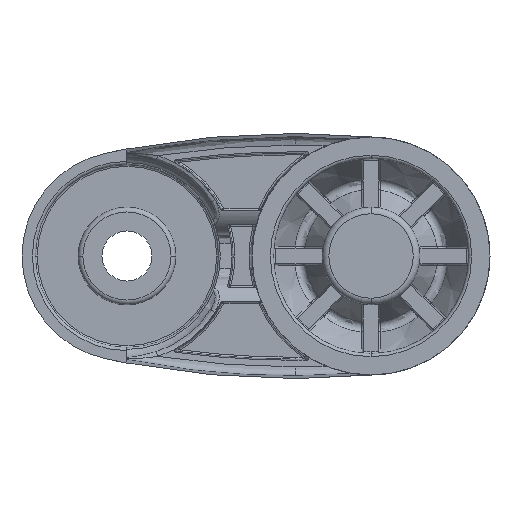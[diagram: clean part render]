
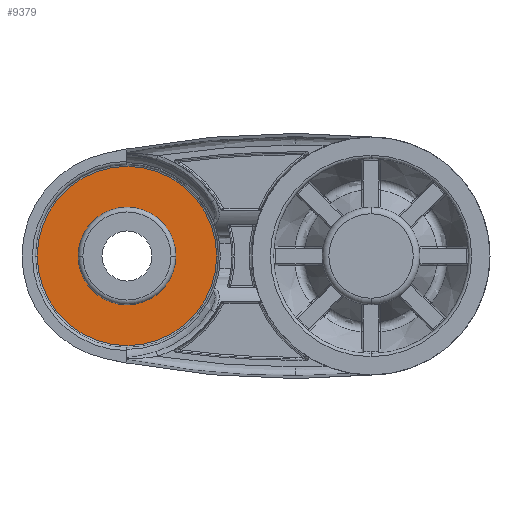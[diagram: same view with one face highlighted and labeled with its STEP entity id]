
A CAD part, front view. The second image highlights one B-rep face of the part: STEP entity #9379.
In plain terms, the highlighted planar face has unit normal (0, -1, 0).
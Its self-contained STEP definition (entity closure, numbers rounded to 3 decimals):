
#53 = EDGE_LOOP ( 'NONE', ( #8204, #11255 ) ) ;
#494 = DIRECTION ( 'NONE',  ( 1., 0., 0. ) ) ;
#510 = PLANE ( 'NONE',  #4162 ) ;
#550 = CARTESIAN_POINT ( 'NONE',  ( -32.5, 4., 0. ) ) ;
#596 = DIRECTION ( 'NONE',  ( 0., -1., 0. ) ) ;
#875 = VERTEX_POINT ( 'NONE', #1460 ) ;
#946 = EDGE_CURVE ( 'NONE', #1511, #9875, #1331, .T. ) ;
#1136 = EDGE_CURVE ( 'NONE', #875, #10107, #4818, .T. ) ;
#1331 = CIRCLE ( 'NONE', #8877, 7.5 ) ;
#1460 = CARTESIAN_POINT ( 'NONE',  ( -25.3, 4., 0. ) ) ;
#1511 = VERTEX_POINT ( 'NONE', #10321 ) ;
#2036 = CIRCLE ( 'NONE', #10629, 14.7 ) ;
#2656 = ORIENTED_EDGE ( 'NONE', *, *, #5660, .T. ) ;
#3813 = DIRECTION ( 'NONE',  ( 1., 0., 0. ) ) ;
#3829 = DIRECTION ( 'NONE',  ( 0., -1., 0. ) ) ;
#3842 = CARTESIAN_POINT ( 'NONE',  ( -40., 4., 0. ) ) ;
#3868 = FACE_BOUND ( 'NONE', #53, .T. ) ;
#4093 = DIRECTION ( 'NONE',  ( -1., 0., 0. ) ) ;
#4106 = DIRECTION ( 'NONE',  ( 0., 1., 0. ) ) ;
#4123 = CARTESIAN_POINT ( 'NONE',  ( -40., 4., 0. ) ) ;
#4162 = AXIS2_PLACEMENT_3D ( 'NONE', #550, #596, #494 ) ;
#4818 = CIRCLE ( 'NONE', #9268, 14.7 ) ;
#5660 = EDGE_CURVE ( 'NONE', #10107, #875, #2036, .T. ) ;
#6606 = AXIS2_PLACEMENT_3D ( 'NONE', #4123, #4106, #4093 ) ;
#6728 = FACE_OUTER_BOUND ( 'NONE', #11359, .T. ) ;
#7788 = EDGE_CURVE ( 'NONE', #9875, #1511, #11558, .T. ) ;
#8204 = ORIENTED_EDGE ( 'NONE', *, *, #7788, .T. ) ;
#8877 = AXIS2_PLACEMENT_3D ( 'NONE', #9765, #9682, #9431 ) ;
#9268 = AXIS2_PLACEMENT_3D ( 'NONE', #11686, #11683, #11677 ) ;
#9379 = ADVANCED_FACE ( 'NONE', ( #6728, #3868 ), #510, .T. ) ;
#9431 = DIRECTION ( 'NONE',  ( -1., 0., 0. ) ) ;
#9682 = DIRECTION ( 'NONE',  ( 0., 1., 0. ) ) ;
#9765 = CARTESIAN_POINT ( 'NONE',  ( -40., 4., 0. ) ) ;
#9814 = ORIENTED_EDGE ( 'NONE', *, *, #1136, .T. ) ;
#9875 = VERTEX_POINT ( 'NONE', #10720 ) ;
#10107 = VERTEX_POINT ( 'NONE', #11640 ) ;
#10321 = CARTESIAN_POINT ( 'NONE',  ( -32.5, 4., 0. ) ) ;
#10629 = AXIS2_PLACEMENT_3D ( 'NONE', #3842, #3829, #3813 ) ;
#10720 = CARTESIAN_POINT ( 'NONE',  ( -47.5, 4., 0. ) ) ;
#11255 = ORIENTED_EDGE ( 'NONE', *, *, #946, .T. ) ;
#11359 = EDGE_LOOP ( 'NONE', ( #9814, #2656 ) ) ;
#11558 = CIRCLE ( 'NONE', #6606, 7.5 ) ;
#11640 = CARTESIAN_POINT ( 'NONE',  ( -54.7, 4., 0. ) ) ;
#11677 = DIRECTION ( 'NONE',  ( 1., 0., 0. ) ) ;
#11683 = DIRECTION ( 'NONE',  ( 0., -1., 0. ) ) ;
#11686 = CARTESIAN_POINT ( 'NONE',  ( -40., 4., 0. ) ) ;
